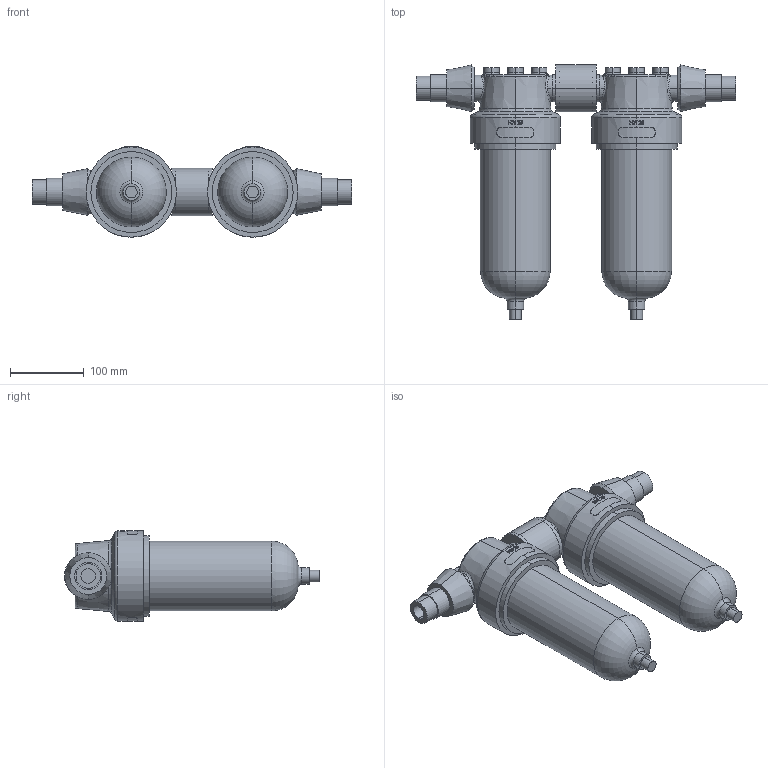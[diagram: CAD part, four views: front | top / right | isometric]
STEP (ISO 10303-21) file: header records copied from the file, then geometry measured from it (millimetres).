
FILE_DESCRIPTION (( 'STEP AP214' ), '1' );
FILE_NAME ('NW 25-DUO Web Light.PDF.STEP', '2018-06-22T08:55:57', ( '' ), ( '' ), 'SwSTEP 2.0', 'SolidWorks 2018', '' );
FILE_SCHEMA (( 'AUTOMOTIVE_DESIGN' ));
Length unit declared in the file: millimetre
Products named in the file (2): NW 25-DUO Web Light.PDF
Bounding box: 434 x 346.75 x 122.9 mm (x, y, z)
Volume: 5227045.5 mm3; surface area: 289982.3 mm2
Topology: 2 solids, 2 shells, 330 faces, 828 edges, 520 vertices
Faces by surface type: plane 110, bspline 84, cylinder 66, torus 38, cone 24, sphere 8
Entity records: 14964 total; most frequent: CARTESIAN_POINT 7132, ORIENTED_EDGE 1640, DIRECTION 1434, EDGE_CURVE 820, AXIS2_PLACEMENT_3D 578, VERTEX_POINT 520, EDGE_LOOP 356, CIRCLE 330
